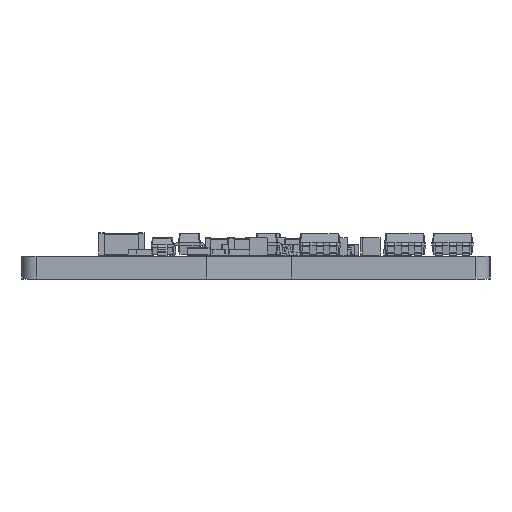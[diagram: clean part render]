
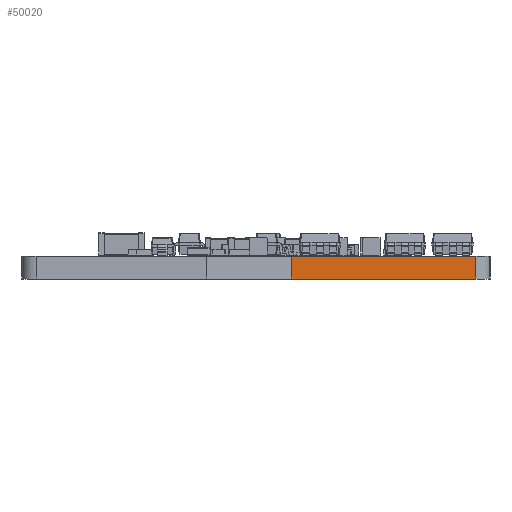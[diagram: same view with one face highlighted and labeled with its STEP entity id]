
A CAD part, left-side view. The second image highlights one B-rep face of the part: STEP entity #50020.
In plain terms, the highlighted planar face has unit normal (-1, 0, 0).
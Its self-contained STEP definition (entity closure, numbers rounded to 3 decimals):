
#46488 = PLANE('',#46489);
#46489 = AXIS2_PLACEMENT_3D('',#46490,#46491,#46492);
#46490 = CARTESIAN_POINT('',(0.,-12.625,1.6));
#46491 = DIRECTION('',(0.,0.,-1.));
#46492 = DIRECTION('',(-1.,0.,0.));
#46542 = PLANE('',#46543);
#46543 = AXIS2_PLACEMENT_3D('',#46544,#46545,#46546);
#46544 = CARTESIAN_POINT('',(0.,-12.625,
    0.));
#46545 = DIRECTION('',(0.,0.,-1.));
#46546 = DIRECTION('',(-1.,0.,0.));
#46806 = VERTEX_POINT('',#46807);
#46807 = CARTESIAN_POINT('',(-37.,-29.,0.));
#46826 = CYLINDRICAL_SURFACE('',#46827,1.);
#46827 = AXIS2_PLACEMENT_3D('',#46828,#46829,#46830);
#46828 = CARTESIAN_POINT('',(-36.,-29.,0.));
#46829 = DIRECTION('',(0.,0.,-1.));
#46830 = DIRECTION('',(1.,0.,0.));
#46838 = EDGE_CURVE('',#46806,#46839,#46841,.T.);
#46839 = VERTEX_POINT('',#46840);
#46840 = CARTESIAN_POINT('',(-37.,-16.,0.));
#46841 = SURFACE_CURVE('',#46842,(#46846,#46853),.PCURVE_S1.);
#46842 = LINE('',#46843,#46844);
#46843 = CARTESIAN_POINT('',(-37.,-29.,0.));
#46844 = VECTOR('',#46845,1.);
#46845 = DIRECTION('',(0.,1.,0.));
#46846 = PCURVE('',#46542,#46847);
#46847 = DEFINITIONAL_REPRESENTATION('',(#46848),#46852);
#46848 = LINE('',#46849,#46850);
#46849 = CARTESIAN_POINT('',(37.,-16.375));
#46850 = VECTOR('',#46851,1.);
#46851 = DIRECTION('',(0.,1.));
#46852 = ( GEOMETRIC_REPRESENTATION_CONTEXT(2) 
PARAMETRIC_REPRESENTATION_CONTEXT() REPRESENTATION_CONTEXT('2D SPACE',''
  ) );
#46853 = PCURVE('',#46854,#46859);
#46854 = PLANE('',#46855);
#46855 = AXIS2_PLACEMENT_3D('',#46856,#46857,#46858);
#46856 = CARTESIAN_POINT('',(-37.,-29.,0.));
#46857 = DIRECTION('',(-1.,0.,0.));
#46858 = DIRECTION('',(0.,1.,0.));
#46859 = DEFINITIONAL_REPRESENTATION('',(#46860),#46864);
#46860 = LINE('',#46861,#46862);
#46861 = CARTESIAN_POINT('',(0.,0.));
#46862 = VECTOR('',#46863,1.);
#46863 = DIRECTION('',(1.,0.));
#46864 = ( GEOMETRIC_REPRESENTATION_CONTEXT(2) 
PARAMETRIC_REPRESENTATION_CONTEXT() REPRESENTATION_CONTEXT('2D SPACE',''
  ) );
#46882 = PLANE('',#46883);
#46883 = AXIS2_PLACEMENT_3D('',#46884,#46885,#46886);
#46884 = CARTESIAN_POINT('',(-37.,-16.,0.));
#46885 = DIRECTION('',(-0.707,-0.707,0.));
#46886 = DIRECTION('',(-0.707,0.707,0.));
#48463 = VERTEX_POINT('',#48464);
#48464 = CARTESIAN_POINT('',(-37.,-29.,1.6));
#48490 = EDGE_CURVE('',#48463,#48491,#48493,.T.);
#48491 = VERTEX_POINT('',#48492);
#48492 = CARTESIAN_POINT('',(-37.,-16.,1.6));
#48493 = SURFACE_CURVE('',#48494,(#48498,#48505),.PCURVE_S1.);
#48494 = LINE('',#48495,#48496);
#48495 = CARTESIAN_POINT('',(-37.,-29.,1.6));
#48496 = VECTOR('',#48497,1.);
#48497 = DIRECTION('',(0.,1.,0.));
#48498 = PCURVE('',#46488,#48499);
#48499 = DEFINITIONAL_REPRESENTATION('',(#48500),#48504);
#48500 = LINE('',#48501,#48502);
#48501 = CARTESIAN_POINT('',(37.,-16.375));
#48502 = VECTOR('',#48503,1.);
#48503 = DIRECTION('',(0.,1.));
#48504 = ( GEOMETRIC_REPRESENTATION_CONTEXT(2) 
PARAMETRIC_REPRESENTATION_CONTEXT() REPRESENTATION_CONTEXT('2D SPACE',''
  ) );
#48505 = PCURVE('',#46854,#48506);
#48506 = DEFINITIONAL_REPRESENTATION('',(#48507),#48511);
#48507 = LINE('',#48508,#48509);
#48508 = CARTESIAN_POINT('',(0.,-1.6));
#48509 = VECTOR('',#48510,1.);
#48510 = DIRECTION('',(1.,0.));
#48511 = ( GEOMETRIC_REPRESENTATION_CONTEXT(2) 
PARAMETRIC_REPRESENTATION_CONTEXT() REPRESENTATION_CONTEXT('2D SPACE',''
  ) );
#49970 = EDGE_CURVE('',#46839,#48491,#49971,.T.);
#49971 = SURFACE_CURVE('',#49972,(#49976,#49983),.PCURVE_S1.);
#49972 = LINE('',#49973,#49974);
#49973 = CARTESIAN_POINT('',(-37.,-16.,0.));
#49974 = VECTOR('',#49975,1.);
#49975 = DIRECTION('',(0.,0.,1.));
#49976 = PCURVE('',#46882,#49977);
#49977 = DEFINITIONAL_REPRESENTATION('',(#49978),#49982);
#49978 = LINE('',#49979,#49980);
#49979 = CARTESIAN_POINT('',(0.,0.));
#49980 = VECTOR('',#49981,1.);
#49981 = DIRECTION('',(0.,-1.));
#49982 = ( GEOMETRIC_REPRESENTATION_CONTEXT(2) 
PARAMETRIC_REPRESENTATION_CONTEXT() REPRESENTATION_CONTEXT('2D SPACE',''
  ) );
#49983 = PCURVE('',#46854,#49984);
#49984 = DEFINITIONAL_REPRESENTATION('',(#49985),#49989);
#49985 = LINE('',#49986,#49987);
#49986 = CARTESIAN_POINT('',(13.,0.));
#49987 = VECTOR('',#49988,1.);
#49988 = DIRECTION('',(0.,-1.));
#49989 = ( GEOMETRIC_REPRESENTATION_CONTEXT(2) 
PARAMETRIC_REPRESENTATION_CONTEXT() REPRESENTATION_CONTEXT('2D SPACE',''
  ) );
#49997 = EDGE_CURVE('',#46806,#48463,#49998,.T.);
#49998 = SURFACE_CURVE('',#49999,(#50003,#50010),.PCURVE_S1.);
#49999 = LINE('',#50000,#50001);
#50000 = CARTESIAN_POINT('',(-37.,-29.,0.));
#50001 = VECTOR('',#50002,1.);
#50002 = DIRECTION('',(0.,0.,1.));
#50003 = PCURVE('',#46826,#50004);
#50004 = DEFINITIONAL_REPRESENTATION('',(#50005),#50009);
#50005 = LINE('',#50006,#50007);
#50006 = CARTESIAN_POINT('',(-3.142,0.));
#50007 = VECTOR('',#50008,1.);
#50008 = DIRECTION('',(0.,-1.));
#50009 = ( GEOMETRIC_REPRESENTATION_CONTEXT(2) 
PARAMETRIC_REPRESENTATION_CONTEXT() REPRESENTATION_CONTEXT('2D SPACE',''
  ) );
#50010 = PCURVE('',#46854,#50011);
#50011 = DEFINITIONAL_REPRESENTATION('',(#50012),#50016);
#50012 = LINE('',#50013,#50014);
#50013 = CARTESIAN_POINT('',(0.,0.));
#50014 = VECTOR('',#50015,1.);
#50015 = DIRECTION('',(0.,-1.));
#50016 = ( GEOMETRIC_REPRESENTATION_CONTEXT(2) 
PARAMETRIC_REPRESENTATION_CONTEXT() REPRESENTATION_CONTEXT('2D SPACE',''
  ) );
#50020 = ADVANCED_FACE('',(#50021),#46854,.T.);
#50021 = FACE_BOUND('',#50022,.T.);
#50022 = EDGE_LOOP('',(#50023,#50024,#50025,#50026));
#50023 = ORIENTED_EDGE('',*,*,#49997,.T.);
#50024 = ORIENTED_EDGE('',*,*,#48490,.T.);
#50025 = ORIENTED_EDGE('',*,*,#49970,.F.);
#50026 = ORIENTED_EDGE('',*,*,#46838,.F.);
